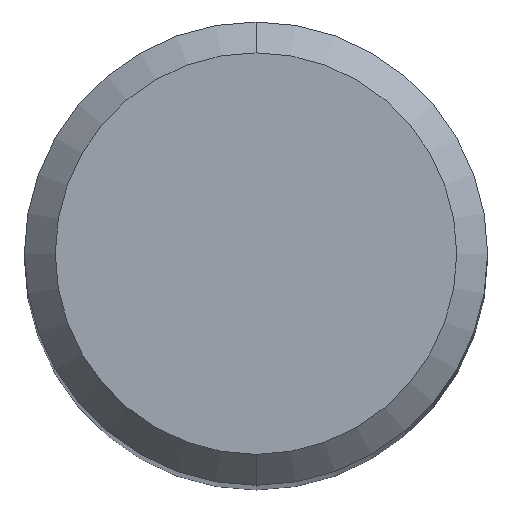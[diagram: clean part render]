
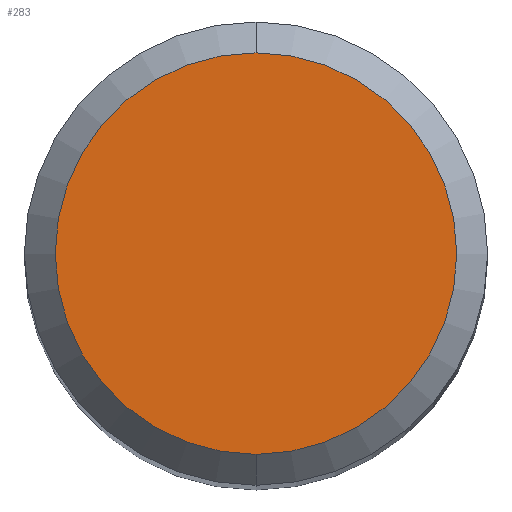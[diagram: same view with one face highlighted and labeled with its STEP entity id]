
A CAD part, top view. The second image highlights one B-rep face of the part: STEP entity #283.
In plain terms, the highlighted planar face has unit normal (0, 0, 1).
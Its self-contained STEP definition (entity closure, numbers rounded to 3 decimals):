
#173=EDGE_CURVE('',#427,#245,#465,.T.);
#245=VERTEX_POINT('',#543);
#283=ADVANCED_FACE('',(#586),#587,.T.);
#353=EDGE_CURVE('',#245,#427,#664,.T.);
#427=VERTEX_POINT('',#746);
#465=CIRCLE('',#779,2.6);
#543=CARTESIAN_POINT('',(0.0,2.6,0.0));
#586=FACE_OUTER_BOUND('',#999,.T.);
#587=PLANE('',#1000);
#664=CIRCLE('',#1195,2.6);
#746=CARTESIAN_POINT('',(0.,-2.6,0.0));
#779=AXIS2_PLACEMENT_3D('',#1388,#1389,#1390);
#999=EDGE_LOOP('',(#1532,#1533));
#1000=AXIS2_PLACEMENT_3D('',#1534,#1535,#1536);
#1195=AXIS2_PLACEMENT_3D('',#1610,#1611,#1612);
#1388=CARTESIAN_POINT('',(0.0,0.0,0.0));
#1389=DIRECTION('',(0.0,0.0,-1.0));
#1390=DIRECTION('',(0.0,1.0,0.0));
#1532=ORIENTED_EDGE('',*,*,#353,.F.);
#1533=ORIENTED_EDGE('',*,*,#173,.F.);
#1534=CARTESIAN_POINT('',(0.0,1.3,0.0));
#1535=DIRECTION('',(-0.0,0.0,1.0));
#1536=DIRECTION('',(0.0,-1.0,0.0));
#1610=CARTESIAN_POINT('',(0.0,0.0,0.0));
#1611=DIRECTION('',(0.0,0.0,-1.0));
#1612=DIRECTION('',(0.0,1.0,0.0));
